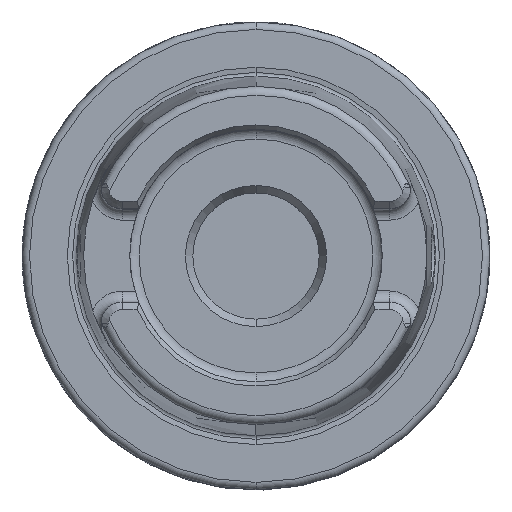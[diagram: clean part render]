
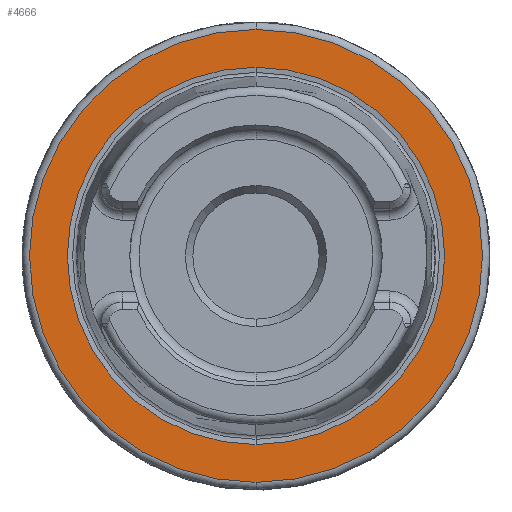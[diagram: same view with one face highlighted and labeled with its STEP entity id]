
A CAD part, top view. The second image highlights one B-rep face of the part: STEP entity #4666.
In plain terms, the highlighted planar face has unit normal (0, 0, 1).
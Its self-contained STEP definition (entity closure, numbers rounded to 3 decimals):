
#1264=CARTESIAN_POINT('',(0,0,26));
#1265=DIRECTION('',(0,0,-1));
#1266=DIRECTION('',(0,1,0));
#1267=AXIS2_PLACEMENT_3D('',#1264,#1265,#1266);
#1277=CARTESIAN_POINT('',(0,0,26));
#1278=DIRECTION('',(0,0,1));
#1279=DIRECTION('',(0,1,0));
#1280=AXIS2_PLACEMENT_3D('',#1277,#1278,#1279);
#1282=CARTESIAN_POINT('',(0,0,26));
#1283=DIRECTION('',(0,0,1));
#1284=DIRECTION('',(0,1,0));
#1285=AXIS2_PLACEMENT_3D('',#1282,#1283,#1284);
#1287=CARTESIAN_POINT('',(0,0,26));
#1288=DIRECTION('',(0,0,1));
#1289=DIRECTION('',(0,-1,0));
#1290=AXIS2_PLACEMENT_3D('',#1287,#1288,#1289);
#2877=CARTESIAN_POINT('',(0,25.409,26));
#2879=VERTEX_POINT('',#2877);
#2913=CARTESIAN_POINT('',(0,-25.409,26));
#2915=VERTEX_POINT('',#2913);
#2979=CARTESIAN_POINT('',(0,30.5,26));
#2980=CARTESIAN_POINT('',(0,-30.5,26));
#2981=VERTEX_POINT('',#2979);
#2982=VERTEX_POINT('',#2980);
#4651=CARTESIAN_POINT('',(0,0,26));
#4652=DIRECTION('',(0,0,-1));
#4653=DIRECTION('',(0,-1,0));
#4654=AXIS2_PLACEMENT_3D('',#4651,#4652,#4653);
#4655=PLANE('',#4654);
#4657=ORIENTED_EDGE('',*,*,#4656,.F.);
#4659=ORIENTED_EDGE('',*,*,#4658,.F.);
#4660=EDGE_LOOP('',(#4657,#4659));
#4661=FACE_OUTER_BOUND('',#4660,.F.);
#4662=ORIENTED_EDGE('',*,*,#4646,.T.);
#4663=ORIENTED_EDGE('',*,*,#4630,.F.);
#4664=EDGE_LOOP('',(#4662,#4663));
#4665=FACE_BOUND('',#4664,.F.);
#4666=ADVANCED_FACE('',(#4661,#4665),#4655,.F.);
#1268=CIRCLE('',#1267,25.409);
#1281=CIRCLE('',#1280,25.409);
#1286=CIRCLE('',#1285,30.5);
#1291=CIRCLE('',#1290,30.5);
#4630=EDGE_CURVE('',#2879,#2915,#1268,.T.);
#4646=EDGE_CURVE('',#2879,#2915,#1281,.T.);
#4656=EDGE_CURVE('',#2981,#2982,#1286,.T.);
#4658=EDGE_CURVE('',#2982,#2981,#1291,.T.);
